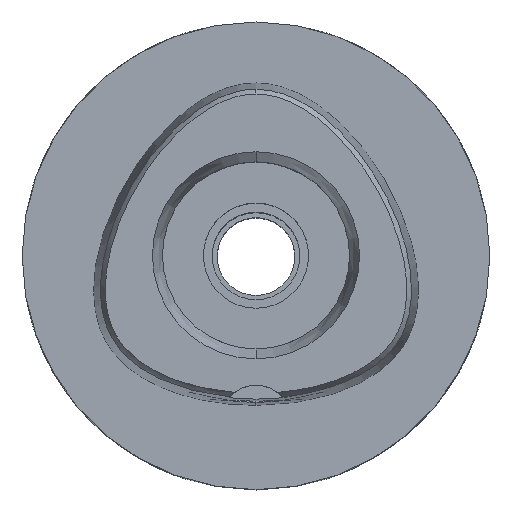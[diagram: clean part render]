
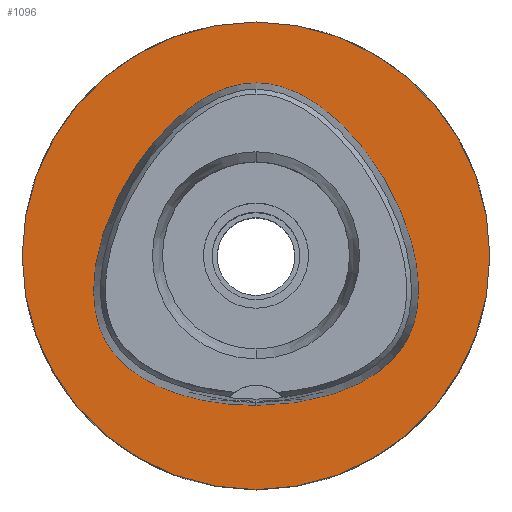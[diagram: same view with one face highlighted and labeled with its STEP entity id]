
A CAD part, top view. The second image highlights one B-rep face of the part: STEP entity #1096.
In plain terms, the highlighted planar face has unit normal (0, 0, 1).
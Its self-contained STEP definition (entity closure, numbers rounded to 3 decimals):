
#66 = CARTESIAN_POINT ( 'NONE',  ( 24.775, -16.122, 0. ) ) ;
#91 = CARTESIAN_POINT ( 'NONE',  ( 13.218, 24.044, 0. ) ) ;
#121 = CARTESIAN_POINT ( 'NONE',  ( 27.855, -5.338, 0. ) ) ;
#172 = CARTESIAN_POINT ( 'NONE',  ( -2.677, -25.575, 0. ) ) ;
#242 = CARTESIAN_POINT ( 'NONE',  ( 0., 0., 0. ) ) ;
#462 = ORIENTED_EDGE ( 'NONE', *, *, #4564, .F. ) ;
#533 = CARTESIAN_POINT ( 'NONE',  ( -9.305, 26.792, 0. ) ) ;
#549 = CARTESIAN_POINT ( 'NONE',  ( 23.433, -17.764, 0. ) ) ;
#569 = CARTESIAN_POINT ( 'NONE',  ( 21.421, -19.599, 0. ) ) ;
#613 = CIRCLE ( 'NONE', #4865, 40. ) ;
#674 = DIRECTION ( 'NONE',  ( 0., -1., 0. ) ) ;
#852 = DIRECTION ( 'NONE',  ( 0., 0., -1. ) ) ;
#857 = VERTEX_POINT ( 'NONE', #2557 ) ;
#897 = CARTESIAN_POINT ( 'NONE',  ( -21.421, -19.599, 0. ) ) ;
#946 = CARTESIAN_POINT ( 'NONE',  ( -27.855, -5.338, 0. ) ) ;
#968 = CARTESIAN_POINT ( 'NONE',  ( 2.677, -25.575, 0. ) ) ;
#975 = CARTESIAN_POINT ( 'NONE',  ( -6.262, 28.351, 0. ) ) ;
#1096 = ADVANCED_FACE ( 'NONE', ( #1545, #3836 ), #3531, .F. ) ;
#1227 = VERTEX_POINT ( 'NONE', #1624 ) ;
#1266 = CARTESIAN_POINT ( 'NONE',  ( 25.209, 6.827, 0. ) ) ;
#1319 = CARTESIAN_POINT ( 'NONE',  ( 11.74, -24.136, 0. ) ) ;
#1332 = B_SPLINE_CURVE_WITH_KNOTS ( 'NONE', 3,
 ( #2361, #4790, #1712, #975, #533, #2172, #3743, #2540, #2104, #3693, #4969, #946, #3348, #1344, #3278, #4478, #4134, #2515, #897, #2929, #3304, #4107, #2491, #172, #1399 ),
 .UNSPECIFIED., .F., .F.,
 ( 4, 1, 1, 1, 1, 1, 1, 1, 1, 1, 1, 1, 1, 1, 1, 1, 1, 1, 1, 1, 1, 1, 4 ),
 ( 0., 0.042, 0.083, 0.125, 0.167, 0.25, 0.333, 0.417, 0.458, 0.5, 0.542, 0.583, 0.625, 0.646, 0.667, 0.687, 0.708, 0.75, 0.792, 0.833, 0.875, 0.917, 1. ),
 .UNSPECIFIED. ) ;
#1337 = CARTESIAN_POINT ( 'NONE',  ( 3.149, 29.34, 0. ) ) ;
#1344 = CARTESIAN_POINT ( 'NONE',  ( -27.101, -11.411, 0. ) ) ;
#1363 = CARTESIAN_POINT ( 'NONE',  ( 6.262, 28.351, 0. ) ) ;
#1399 = CARTESIAN_POINT ( 'NONE',  ( 0., -25.575, 0. ) ) ;
#1545 = FACE_OUTER_BOUND ( 'NONE', #4866, .T. ) ;
#1624 = CARTESIAN_POINT ( 'NONE',  ( 0., -25.575, 0. ) ) ;
#1656 = DIRECTION ( 'NONE',  ( 0., 1., 0. ) ) ;
#1669 = ORIENTED_EDGE ( 'NONE', *, *, #1914, .F. ) ;
#1702 = CARTESIAN_POINT ( 'NONE',  ( 6.692, -25.245, 0. ) ) ;
#1712 = CARTESIAN_POINT ( 'NONE',  ( -3.149, 29.34, 0. ) ) ;
#1745 = CARTESIAN_POINT ( 'NONE',  ( 26.772, 1.9, 0. ) ) ;
#1914 = EDGE_CURVE ( 'NONE', #4508, #3374, #613, .T. ) ;
#2096 = CARTESIAN_POINT ( 'NONE',  ( 27.684, -8.752, 0. ) ) ;
#2104 = CARTESIAN_POINT ( 'NONE',  ( -25.209, 6.827, 0. ) ) ;
#2121 = CARTESIAN_POINT ( 'NONE',  ( 15.298, -22.965, 0. ) ) ;
#2146 = CARTESIAN_POINT ( 'NONE',  ( 27.101, -11.411, 0. ) ) ;
#2172 = CARTESIAN_POINT ( 'NONE',  ( -13.218, 24.044, 0. ) ) ;
#2361 = CARTESIAN_POINT ( 'NONE',  ( 0., 29.575, 0. ) ) ;
#2491 = CARTESIAN_POINT ( 'NONE',  ( -6.692, -25.245, 0. ) ) ;
#2515 = CARTESIAN_POINT ( 'NONE',  ( -23.433, -17.764, 0. ) ) ;
#2540 = CARTESIAN_POINT ( 'NONE',  ( -22.339, 12.897, 0. ) ) ;
#2555 = CARTESIAN_POINT ( 'NONE',  ( 25.638, -14.802, 0. ) ) ;
#2557 = CARTESIAN_POINT ( 'NONE',  ( 0., 29.575, 0. ) ) ;
#2672 = ORIENTED_EDGE ( 'NONE', *, *, #3459, .F. ) ;
#2879 = CARTESIAN_POINT ( 'NONE',  ( 22.339, 12.897, 0. ) ) ;
#2922 = CARTESIAN_POINT ( 'NONE',  ( 27.537, -1.766, 0. ) ) ;
#2929 = CARTESIAN_POINT ( 'NONE',  ( -18.55, -21.454, 0. ) ) ;
#2947 = AXIS2_PLACEMENT_3D ( 'NONE', #242, #5116, #674 ) ;
#2948 = CARTESIAN_POINT ( 'NONE',  ( 1.05, 29.575, 0. ) ) ;
#3278 = CARTESIAN_POINT ( 'NONE',  ( -26.349, -13.395, 0. ) ) ;
#3295 = CARTESIAN_POINT ( 'NONE',  ( 0., -25.575, 0. ) ) ;
#3304 = CARTESIAN_POINT ( 'NONE',  ( -15.298, -22.965, 0. ) ) ;
#3339 = CARTESIAN_POINT ( 'NONE',  ( 17.753, 19.522, 0. ) ) ;
#3348 = CARTESIAN_POINT ( 'NONE',  ( -27.684, -8.752, 0. ) ) ;
#3374 = VERTEX_POINT ( 'NONE', #4807 ) ;
#3459 = EDGE_CURVE ( 'NONE', #1227, #857, #4602, .T. ) ;
#3515 = AXIS2_PLACEMENT_3D ( 'NONE', #4011, #3645, #1656 ) ;
#3531 = PLANE ( 'NONE',  #2947 ) ;
#3574 = ORIENTED_EDGE ( 'NONE', *, *, #4830, .F. ) ;
#3645 = DIRECTION ( 'NONE',  ( 0., 0., -1. ) ) ;
#3663 = CARTESIAN_POINT ( 'NONE',  ( 26.349, -13.395, 0. ) ) ;
#3685 = CARTESIAN_POINT ( 'NONE',  ( 18.55, -21.454, 0. ) ) ;
#3693 = CARTESIAN_POINT ( 'NONE',  ( -26.772, 1.9, 0. ) ) ;
#3712 = CARTESIAN_POINT ( 'NONE',  ( 0., 29.575, 0. ) ) ;
#3743 = CARTESIAN_POINT ( 'NONE',  ( -17.753, 19.522, 0. ) ) ;
#3836 = FACE_BOUND ( 'NONE', #5129, .T. ) ;
#3926 = CIRCLE ( 'NONE', #3515, 40. ) ;
#3939 = DIRECTION ( 'NONE',  ( 0., -1., 0. ) ) ;
#4011 = CARTESIAN_POINT ( 'NONE',  ( 0., 0., 0. ) ) ;
#4107 = CARTESIAN_POINT ( 'NONE',  ( -11.74, -24.136, 0. ) ) ;
#4134 = CARTESIAN_POINT ( 'NONE',  ( -24.775, -16.122, 0. ) ) ;
#4478 = CARTESIAN_POINT ( 'NONE',  ( -25.638, -14.802, 0. ) ) ;
#4508 = VERTEX_POINT ( 'NONE', #5176 ) ;
#4564 = EDGE_CURVE ( 'NONE', #3374, #4508, #3926, .T. ) ;
#4602 = B_SPLINE_CURVE_WITH_KNOTS ( 'NONE', 3,
 ( #3295, #968, #1702, #1319, #2121, #3685, #569, #549, #66, #2555, #3663, #2146, #2096, #121, #2922, #1745, #1266, #2879, #3339, #91, #4931, #1363, #1337, #2948, #3712 ),
 .UNSPECIFIED., .F., .F.,
 ( 4, 1, 1, 1, 1, 1, 1, 1, 1, 1, 1, 1, 1, 1, 1, 1, 1, 1, 1, 1, 1, 1, 4 ),
 ( 0., 0.083, 0.125, 0.167, 0.208, 0.25, 0.292, 0.312, 0.333, 0.354, 0.375, 0.417, 0.458, 0.5, 0.542, 0.583, 0.667, 0.75, 0.833, 0.875, 0.917, 0.958, 1. ),
 .UNSPECIFIED. ) ;
#4790 = CARTESIAN_POINT ( 'NONE',  ( -1.05, 29.575, 0. ) ) ;
#4807 = CARTESIAN_POINT ( 'NONE',  ( 0., 40., 0. ) ) ;
#4819 = CARTESIAN_POINT ( 'NONE',  ( 0., 0., 0. ) ) ;
#4830 = EDGE_CURVE ( 'NONE', #857, #1227, #1332, .T. ) ;
#4865 = AXIS2_PLACEMENT_3D ( 'NONE', #4819, #852, #3939 ) ;
#4866 = EDGE_LOOP ( 'NONE', ( #462, #1669 ) ) ;
#4931 = CARTESIAN_POINT ( 'NONE',  ( 9.305, 26.792, 0. ) ) ;
#4969 = CARTESIAN_POINT ( 'NONE',  ( -27.537, -1.766, 0. ) ) ;
#5116 = DIRECTION ( 'NONE',  ( 0., 0., -1. ) ) ;
#5129 = EDGE_LOOP ( 'NONE', ( #3574, #2672 ) ) ;
#5176 = CARTESIAN_POINT ( 'NONE',  ( 0., -40., 0. ) ) ;
